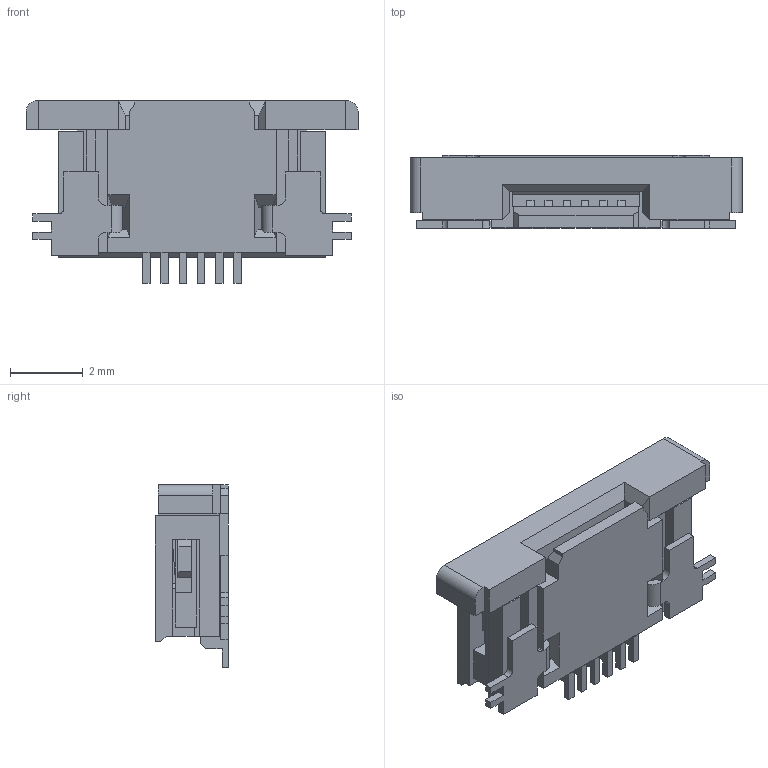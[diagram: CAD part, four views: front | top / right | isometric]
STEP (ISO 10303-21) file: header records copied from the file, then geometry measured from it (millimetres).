
FILE_DESCRIPTION((''),'2;1');
FILE_NAME('527460671','2019-05-22T',('gga'),(''),'PRO/ENGINEER BY PARAMETRIC TECHNOLOGY CORPORATION, 2016010','PRO/ENGINEER BY PARAMETRIC TECHNOLOGY CORPORATION, 2016010','');
FILE_SCHEMA(('CONFIG_CONTROL_DESIGN'));
Length unit declared in the file: millimetre
Products named in the file (1): 527460671
Bounding box: 9.1 x 2.02 x 5 mm (x, y, z)
Volume: 51.1 mm3; surface area: 223.6 mm2
Topology: 1 solids, 3 shells, 347 faces, 1050 edges, 704 vertices
Faces by surface type: plane 319, cylinder 28
Entity records: 11575 total; most frequent: CARTESIAN_POINT 2088, ORIENTED_EDGE 2028, DIRECTION 1796, EDGE_CURVE 1014, VECTOR 984, LINE 984, VERTEX_POINT 668, AXIS2_PLACEMENT_3D 406
